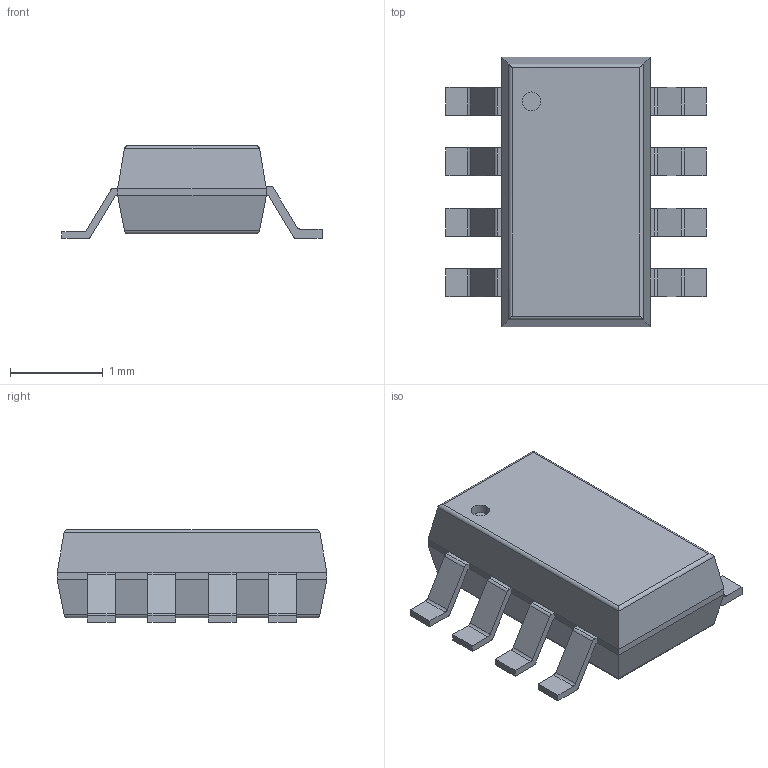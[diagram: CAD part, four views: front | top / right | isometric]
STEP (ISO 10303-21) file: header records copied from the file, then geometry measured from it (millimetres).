
FILE_DESCRIPTION (( 'STEP AP214' ), '1' );
FILE_NAME ('MP2236GJ.STEP', '2024-08-11T13:48:01', ( '' ), ( '' ), 'SwSTEP 2.0', 'SolidWorks 2024', '' );
FILE_SCHEMA (( 'AUTOMOTIVE_DESIGN' ));
Length unit declared in the file: millimetre
Products named in the file (10): Body; PinsArrayLR_6; MP2236GJ; PinsArrayLR_2; PinsArrayLR_3; PinsArrayLR_7; PinsArrayLR; PinsArrayLR_5; PinsArrayLR_4; PinsArrayLR_1
Assembly tree (9 placements, depth 2):
  MP2236GJ
    Body
    PinsArrayLR_2
    PinsArrayLR_5
    PinsArrayLR_1
    PinsArrayLR
    PinsArrayLR_6
    PinsArrayLR_7
    PinsArrayLR_3
    PinsArrayLR_4
Bounding box: 2.8 x 2.9 x 1 mm (x, y, z)
Volume: 4.3 mm3; surface area: 21.7 mm2
Topology: 9 solids, 9 shells, 129 faces, 314 edges, 204 vertices
Faces by surface type: plane 95, cylinder 34
Entity records: 4051 total; most frequent: CARTESIAN_POINT 683, DIRECTION 640, ORIENTED_EDGE 628, EDGE_CURVE 314, LINE 254, VECTOR 254, VERTEX_POINT 204, AXIS2_PLACEMENT_3D 193
